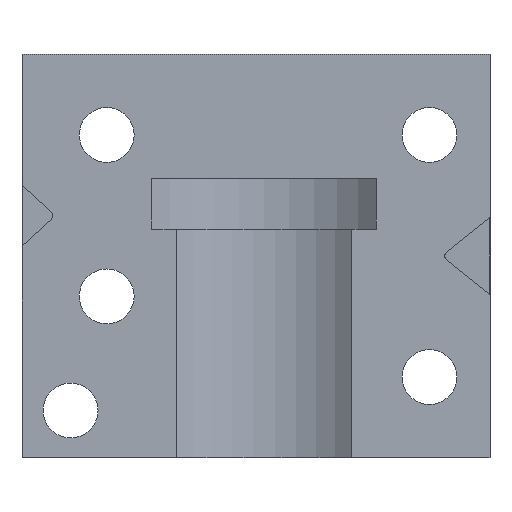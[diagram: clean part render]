
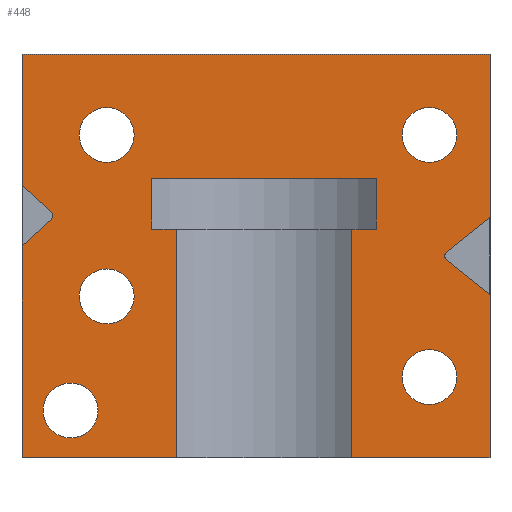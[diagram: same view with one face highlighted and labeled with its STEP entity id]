
A CAD part, front view. The second image highlights one B-rep face of the part: STEP entity #448.
In plain terms, the highlighted planar face has unit normal (0, -1, 0).
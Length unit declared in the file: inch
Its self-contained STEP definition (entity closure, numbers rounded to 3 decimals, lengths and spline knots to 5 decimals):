
#29=FACE_BOUND('',#86,.T.);
#30=FACE_BOUND('',#87,.T.);
#31=FACE_BOUND('',#88,.T.);
#32=FACE_BOUND('',#89,.T.);
#33=FACE_BOUND('',#90,.T.);
#40=CIRCLE('',#492,0.015);
#41=CIRCLE('',#493,0.015);
#42=CIRCLE('',#494,0.085);
#43=CIRCLE('',#495,0.085);
#44=CIRCLE('',#496,0.085);
#45=CIRCLE('',#497,0.085);
#46=CIRCLE('',#498,0.085);
#57=FACE_OUTER_BOUND('',#85,.T.);
#85=EDGE_LOOP('',(#338,#339,#340,#341,#342,#343,#344,#345,#346,#347,#348,
#349,#350,#351,#352,#353,#354,#355,#356,#357));
#86=EDGE_LOOP('',(#358));
#87=EDGE_LOOP('',(#359));
#88=EDGE_LOOP('',(#360));
#89=EDGE_LOOP('',(#361));
#90=EDGE_LOOP('',(#362));
#113=LINE('',#674,#158);
#117=LINE('',#682,#162);
#120=LINE('',#688,#165);
#121=LINE('',#691,#166);
#123=LINE('',#696,#168);
#127=LINE('',#703,#172);
#128=LINE('',#705,#173);
#129=LINE('',#708,#174);
#130=LINE('',#711,#175);
#131=LINE('',#713,#176);
#132=LINE('',#716,#177);
#133=LINE('',#718,#178);
#134=LINE('',#720,#179);
#135=LINE('',#722,#180);
#136=LINE('',#724,#181);
#137=LINE('',#726,#182);
#138=LINE('',#728,#183);
#139=LINE('',#729,#184);
#158=VECTOR('',#542,0.3937);
#162=VECTOR('',#546,0.3937);
#165=VECTOR('',#551,0.3937);
#166=VECTOR('',#554,0.3937);
#168=VECTOR('',#558,0.3937);
#172=VECTOR('',#562,0.3937);
#173=VECTOR('',#565,0.3937);
#174=VECTOR('',#568,0.3937);
#175=VECTOR('',#571,0.3937);
#176=VECTOR('',#572,0.3937);
#177=VECTOR('',#575,0.3937);
#178=VECTOR('',#576,0.3937);
#179=VECTOR('',#577,0.3937);
#180=VECTOR('',#578,0.3937);
#181=VECTOR('',#579,0.3937);
#182=VECTOR('',#580,0.3937);
#183=VECTOR('',#581,0.3937);
#184=VECTOR('',#582,0.3937);
#207=VERTEX_POINT('',#671);
#208=VERTEX_POINT('',#673);
#211=VERTEX_POINT('',#679);
#212=VERTEX_POINT('',#681);
#213=VERTEX_POINT('',#685);
#214=VERTEX_POINT('',#687);
#215=VERTEX_POINT('',#689);
#216=VERTEX_POINT('',#693);
#217=VERTEX_POINT('',#695);
#220=VERTEX_POINT('',#701);
#221=VERTEX_POINT('',#707);
#222=VERTEX_POINT('',#709);
#223=VERTEX_POINT('',#712);
#224=VERTEX_POINT('',#714);
#225=VERTEX_POINT('',#717);
#226=VERTEX_POINT('',#719);
#227=VERTEX_POINT('',#721);
#228=VERTEX_POINT('',#723);
#229=VERTEX_POINT('',#725);
#230=VERTEX_POINT('',#727);
#231=VERTEX_POINT('',#730);
#232=VERTEX_POINT('',#732);
#233=VERTEX_POINT('',#734);
#234=VERTEX_POINT('',#736);
#235=VERTEX_POINT('',#738);
#250=EDGE_CURVE('',#207,#208,#113,.T.);
#254=EDGE_CURVE('',#211,#212,#117,.T.);
#257=EDGE_CURVE('',#214,#213,#120,.T.);
#259=EDGE_CURVE('',#207,#215,#121,.T.);
#261=EDGE_CURVE('',#216,#217,#123,.T.);
#265=EDGE_CURVE('',#220,#213,#127,.T.);
#266=EDGE_CURVE('',#212,#216,#128,.T.);
#267=EDGE_CURVE('',#220,#221,#129,.T.);
#268=EDGE_CURVE('',#221,#222,#40,.T.);
#269=EDGE_CURVE('',#222,#217,#130,.T.);
#270=EDGE_CURVE('',#211,#223,#131,.T.);
#271=EDGE_CURVE('',#223,#224,#41,.T.);
#272=EDGE_CURVE('',#224,#208,#132,.T.);
#273=EDGE_CURVE('',#215,#225,#133,.T.);
#274=EDGE_CURVE('',#225,#226,#134,.T.);
#275=EDGE_CURVE('',#226,#227,#135,.T.);
#276=EDGE_CURVE('',#227,#228,#136,.T.);
#277=EDGE_CURVE('',#228,#229,#137,.T.);
#278=EDGE_CURVE('',#229,#230,#138,.T.);
#279=EDGE_CURVE('',#230,#214,#139,.T.);
#280=EDGE_CURVE('',#231,#231,#42,.T.);
#281=EDGE_CURVE('',#232,#232,#43,.T.);
#282=EDGE_CURVE('',#233,#233,#44,.T.);
#283=EDGE_CURVE('',#234,#234,#45,.T.);
#284=EDGE_CURVE('',#235,#235,#46,.T.);
#338=ORIENTED_EDGE('',*,*,#257,.T.);
#339=ORIENTED_EDGE('',*,*,#265,.F.);
#340=ORIENTED_EDGE('',*,*,#267,.T.);
#341=ORIENTED_EDGE('',*,*,#268,.T.);
#342=ORIENTED_EDGE('',*,*,#269,.T.);
#343=ORIENTED_EDGE('',*,*,#261,.F.);
#344=ORIENTED_EDGE('',*,*,#266,.F.);
#345=ORIENTED_EDGE('',*,*,#254,.F.);
#346=ORIENTED_EDGE('',*,*,#270,.T.);
#347=ORIENTED_EDGE('',*,*,#271,.T.);
#348=ORIENTED_EDGE('',*,*,#272,.T.);
#349=ORIENTED_EDGE('',*,*,#250,.F.);
#350=ORIENTED_EDGE('',*,*,#259,.T.);
#351=ORIENTED_EDGE('',*,*,#273,.T.);
#352=ORIENTED_EDGE('',*,*,#274,.T.);
#353=ORIENTED_EDGE('',*,*,#275,.T.);
#354=ORIENTED_EDGE('',*,*,#276,.T.);
#355=ORIENTED_EDGE('',*,*,#277,.T.);
#356=ORIENTED_EDGE('',*,*,#278,.T.);
#357=ORIENTED_EDGE('',*,*,#279,.T.);
#358=ORIENTED_EDGE('',*,*,#280,.T.);
#359=ORIENTED_EDGE('',*,*,#281,.T.);
#360=ORIENTED_EDGE('',*,*,#282,.T.);
#361=ORIENTED_EDGE('',*,*,#283,.T.);
#362=ORIENTED_EDGE('',*,*,#284,.T.);
#434=PLANE('',#491);
#448=ADVANCED_FACE('',(#57,#29,#30,#31,#32,#33),#434,.F.);
#491=AXIS2_PLACEMENT_3D('',#706,#566,#567);
#492=AXIS2_PLACEMENT_3D('',#710,#569,#570);
#493=AXIS2_PLACEMENT_3D('',#715,#573,#574);
#494=AXIS2_PLACEMENT_3D('',#731,#583,#584);
#495=AXIS2_PLACEMENT_3D('',#733,#585,#586);
#496=AXIS2_PLACEMENT_3D('',#735,#587,#588);
#497=AXIS2_PLACEMENT_3D('',#737,#589,#590);
#498=AXIS2_PLACEMENT_3D('',#739,#591,#592);
#542=DIRECTION('',(0.,0.,1.));
#546=DIRECTION('',(0.,0.,1.));
#551=DIRECTION('',(1.,0.,0.));
#554=DIRECTION('',(1.,0.,0.));
#558=DIRECTION('',(0.,0.,-1.));
#562=DIRECTION('',(0.,0.,-1.));
#565=DIRECTION('',(1.,0.,0.));
#566=DIRECTION('center_axis',(0.,1.,0.));
#567=DIRECTION('ref_axis',(-1.,0.,0.));
#568=DIRECTION('',(-0.783,0.,0.623));
#569=DIRECTION('center_axis',(0.,1.,0.));
#570=DIRECTION('ref_axis',(-0.623,0.,-0.783));
#571=DIRECTION('',(0.783,0.,0.623));
#572=DIRECTION('',(0.739,0.,-0.674));
#573=DIRECTION('center_axis',(0.,1.,0.));
#574=DIRECTION('ref_axis',(0.674,0.,0.739));
#575=DIRECTION('',(-0.739,0.,-0.674));
#576=DIRECTION('',(0.,0.,1.));
#577=DIRECTION('',(-1.,0.,0.));
#578=DIRECTION('',(0.,0.,1.));
#579=DIRECTION('',(1.,0.,0.));
#580=DIRECTION('',(0.,0.,-1.));
#581=DIRECTION('',(-1.,0.,0.));
#582=DIRECTION('',(0.,0.,-1.));
#583=DIRECTION('center_axis',(0.,1.,0.));
#584=DIRECTION('ref_axis',(0.,0.,1.));
#585=DIRECTION('center_axis',(0.,1.,0.));
#586=DIRECTION('ref_axis',(0.,0.,1.));
#587=DIRECTION('center_axis',(0.,1.,0.));
#588=DIRECTION('ref_axis',(0.,0.,1.));
#589=DIRECTION('center_axis',(0.,1.,0.));
#590=DIRECTION('ref_axis',(0.,0.,1.));
#591=DIRECTION('center_axis',(0.,1.,0.));
#592=DIRECTION('ref_axis',(0.,0.,1.));
#671=CARTESIAN_POINT('',(-0.75,0.92675,1.39811));
#673=CARTESIAN_POINT('',(-0.75,0.92675,2.05488));
#674=CARTESIAN_POINT('',(-0.75,0.92675,1.39811));
#679=CARTESIAN_POINT('',(-0.75,0.92675,2.24135));
#681=CARTESIAN_POINT('',(-0.75,0.92675,2.64811));
#682=CARTESIAN_POINT('',(-0.75,0.92675,1.39811));
#685=CARTESIAN_POINT('',(0.7,0.92675,1.39811));
#687=CARTESIAN_POINT('',(0.27226,0.92675,1.39811));
#688=CARTESIAN_POINT('',(-0.75,0.92675,1.39811));
#689=CARTESIAN_POINT('',(-0.27226,0.92675,1.39811));
#691=CARTESIAN_POINT('',(-0.75,0.92675,1.39811));
#693=CARTESIAN_POINT('',(0.7,0.92675,2.64811));
#695=CARTESIAN_POINT('',(0.7,0.92675,2.14172));
#696=CARTESIAN_POINT('',(0.7,0.92675,2.64811));
#701=CARTESIAN_POINT('',(0.7,0.92675,1.9045));
#703=CARTESIAN_POINT('',(0.7,0.92675,2.64811));
#705=CARTESIAN_POINT('',(-0.5,0.92675,2.64811));
#706=CARTESIAN_POINT('Origin',(-0.025,0.92675,2.02311));
#707=CARTESIAN_POINT('',(0.56566,0.92675,2.01137));
#708=CARTESIAN_POINT('',(0.38194,0.92675,2.15753));
#709=CARTESIAN_POINT('',(0.56566,0.92675,2.03485));
#710=CARTESIAN_POINT('Origin',(0.575,0.92675,2.02311));
#711=CARTESIAN_POINT('',(0.44911,0.92675,1.94213));
#712=CARTESIAN_POINT('',(-0.65989,0.92675,2.1592));
#713=CARTESIAN_POINT('',(-0.45266,0.92675,1.97026));
#714=CARTESIAN_POINT('',(-0.65989,0.92675,2.13703));
#715=CARTESIAN_POINT('Origin',(-0.67,0.92675,2.14811));
#716=CARTESIAN_POINT('',(-0.55995,0.92675,2.22815));
#717=CARTESIAN_POINT('',(-0.27226,0.92675,2.10632));
#718=CARTESIAN_POINT('',(-0.27226,0.92675,1.39811));
#719=CARTESIAN_POINT('',(-0.34774,0.92675,2.10632));
#720=CARTESIAN_POINT('',(-0.00266,0.92675,2.10632));
#721=CARTESIAN_POINT('',(-0.34774,0.92675,2.2638));
#722=CARTESIAN_POINT('',(-0.34774,0.92675,2.24411));
#723=CARTESIAN_POINT('',(0.34774,0.92675,2.2638));
#724=CARTESIAN_POINT('',(-0.00266,0.92675,2.2638));
#725=CARTESIAN_POINT('',(0.34774,0.92675,2.10632));
#726=CARTESIAN_POINT('',(0.34774,0.92675,2.24411));
#727=CARTESIAN_POINT('',(0.27226,0.92675,2.10632));
#728=CARTESIAN_POINT('',(-0.00266,0.92675,2.10632));
#729=CARTESIAN_POINT('',(0.27226,0.92675,1.39811));
#730=CARTESIAN_POINT('',(0.5125,0.92675,2.31311));
#731=CARTESIAN_POINT('Origin',(0.5125,0.92675,2.39811));
#732=CARTESIAN_POINT('',(-0.59921,0.92675,1.45933));
#733=CARTESIAN_POINT('Origin',(-0.59921,0.92675,1.54433));
#734=CARTESIAN_POINT('',(-0.4875,0.92675,2.31311));
#735=CARTESIAN_POINT('Origin',(-0.4875,0.92675,2.39811));
#736=CARTESIAN_POINT('',(-0.4875,0.92675,1.81311));
#737=CARTESIAN_POINT('Origin',(-0.4875,0.92675,1.89811));
#738=CARTESIAN_POINT('',(0.5125,0.92675,1.56311));
#739=CARTESIAN_POINT('Origin',(0.5125,0.92675,1.64811));
